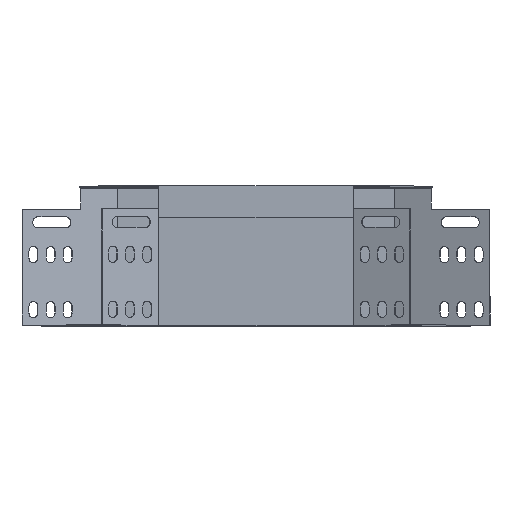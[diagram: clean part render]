
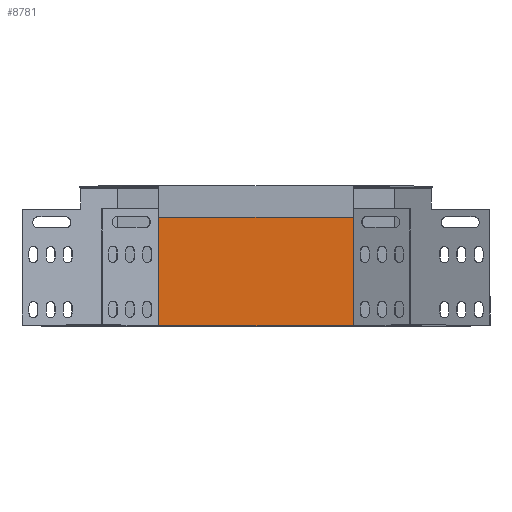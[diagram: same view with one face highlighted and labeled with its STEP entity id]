
A CAD part, top view. The second image highlights one B-rep face of the part: STEP entity #8781.
In plain terms, the highlighted planar face has unit normal (0, 0, 1).
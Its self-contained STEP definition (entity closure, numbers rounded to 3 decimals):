
#76 = AXIS2_PLACEMENT_3D ( 'NONE', #5143, #8436, #4498 ) ;
#339 = LINE ( 'NONE', #2603, #7365 ) ;
#474 = DIRECTION ( 'NONE',  ( -1., 0., 0. ) ) ;
#520 = VERTEX_POINT ( 'NONE', #1605 ) ;
#830 = ORIENTED_EDGE ( 'NONE', *, *, #4308, .T. ) ;
#845 = ORIENTED_EDGE ( 'NONE', *, *, #4759, .T. ) ;
#892 = ORIENTED_EDGE ( 'NONE', *, *, #6155, .F. ) ;
#904 = ORIENTED_EDGE ( 'NONE', *, *, #3863, .T. ) ;
#967 = ORIENTED_EDGE ( 'NONE', *, *, #2742, .T. ) ;
#994 = ORIENTED_EDGE ( 'NONE', *, *, #5222, .T. ) ;
#1026 = VECTOR ( 'NONE', #4370, 1000. ) ;
#1165 = CARTESIAN_POINT ( 'NONE',  ( -44.214, 238.156, -63.859 ) ) ;
#1245 = LINE ( 'NONE', #2299, #1026 ) ;
#1437 = VECTOR ( 'NONE', #3525, 1000. ) ;
#1605 = CARTESIAN_POINT ( 'NONE',  ( -44.214, 138.156, -63.859 ) ) ;
#2114 = CARTESIAN_POINT ( 'NONE',  ( -44.214, 223.156, -63.859 ) ) ;
#2299 = CARTESIAN_POINT ( 'NONE',  ( 97.208, 138.956, -63.859 ) ) ;
#2334 = DIRECTION ( 'NONE',  ( -1., 0., 0. ) ) ;
#2548 = VERTEX_POINT ( 'NONE', #6174 ) ;
#2603 = CARTESIAN_POINT ( 'NONE',  ( 97.208, 138.956, -63.859 ) ) ;
#2742 = EDGE_CURVE ( 'NONE', #2548, #4243, #1245, .T. ) ;
#3194 = CARTESIAN_POINT ( 'NONE',  ( -44.214, 138.956, -63.859 ) ) ;
#3525 = DIRECTION ( 'NONE',  ( 0., -1., 0. ) ) ;
#3863 = EDGE_CURVE ( 'NONE', #7168, #2548, #339, .T. ) ;
#3890 = DIRECTION ( 'NONE',  ( 0., -1., 0. ) ) ;
#4243 = VERTEX_POINT ( 'NONE', #6470 ) ;
#4308 = EDGE_CURVE ( 'NONE', #6589, #8335, #5623, .T. ) ;
#4370 = DIRECTION ( 'NONE',  ( 0., 1., 0. ) ) ;
#4498 = DIRECTION ( 'NONE',  ( -1., 0., 0. ) ) ;
#4759 = EDGE_CURVE ( 'NONE', #8335, #520, #5096, .T. ) ;
#4866 = CARTESIAN_POINT ( 'NONE',  ( -44.214, 238.156, -63.859 ) ) ;
#5051 = CARTESIAN_POINT ( 'NONE',  ( 98.339, 138.156, -63.859 ) ) ;
#5096 = LINE ( 'NONE', #8135, #1437 ) ;
#5143 = CARTESIAN_POINT ( 'NONE',  ( -44.214, 238.156, -63.859 ) ) ;
#5184 = EDGE_LOOP ( 'NONE', ( #830, #845, #892, #904, #967, #994 ) ) ;
#5222 = EDGE_CURVE ( 'NONE', #4243, #6589, #7246, .T. ) ;
#5623 = LINE ( 'NONE', #3194, #7364 ) ;
#6155 = EDGE_CURVE ( 'NONE', #7168, #520, #8823, .T. ) ;
#6174 = CARTESIAN_POINT ( 'NONE',  ( 97.208, 223.156, -63.859 ) ) ;
#6470 = CARTESIAN_POINT ( 'NONE',  ( 97.208, 238.156, -63.859 ) ) ;
#6589 = VERTEX_POINT ( 'NONE', #4866 ) ;
#6643 = DIRECTION ( 'NONE',  ( 0., 1., 0. ) ) ;
#6764 = CARTESIAN_POINT ( 'NONE',  ( 97.208, 138.156, -63.859 ) ) ;
#6927 = FACE_OUTER_BOUND ( 'NONE', #5184, .T. ) ;
#7024 = VECTOR ( 'NONE', #2334, 1000. ) ;
#7168 = VERTEX_POINT ( 'NONE', #6764 ) ;
#7246 = LINE ( 'NONE', #1165, #8844 ) ;
#7364 = VECTOR ( 'NONE', #3890, 1000. ) ;
#7365 = VECTOR ( 'NONE', #6643, 1000. ) ;
#8135 = CARTESIAN_POINT ( 'NONE',  ( -44.214, 223.156, -63.859 ) ) ;
#8335 = VERTEX_POINT ( 'NONE', #2114 ) ;
#8415 = PLANE ( 'NONE',  #76 ) ;
#8436 = DIRECTION ( 'NONE',  ( 0., 0., -1. ) ) ;
#8781 = ADVANCED_FACE ( 'NONE', ( #6927 ), #8415, .F. ) ;
#8823 = LINE ( 'NONE', #5051, #7024 ) ;
#8844 = VECTOR ( 'NONE', #474, 1000. ) ;
